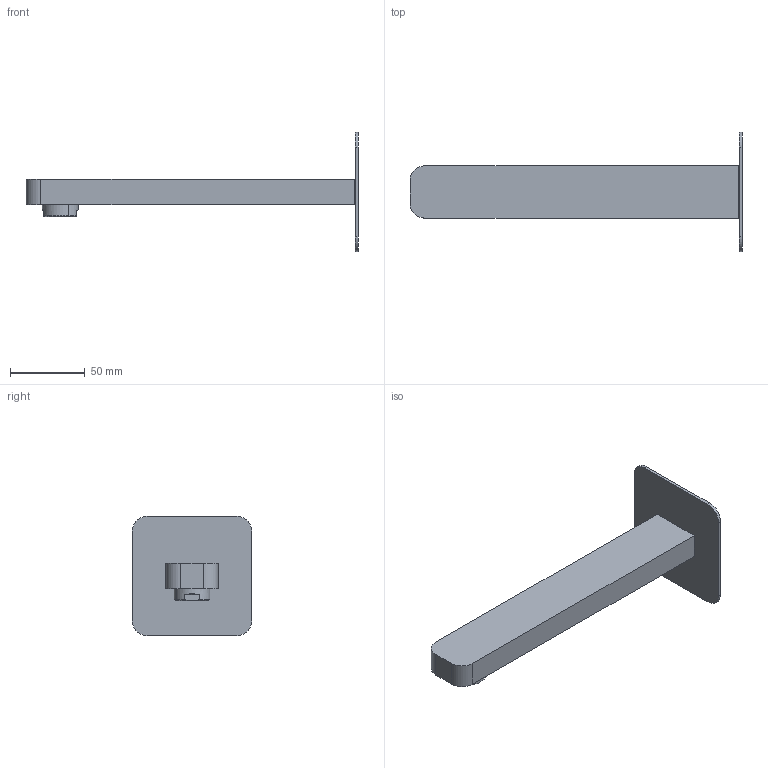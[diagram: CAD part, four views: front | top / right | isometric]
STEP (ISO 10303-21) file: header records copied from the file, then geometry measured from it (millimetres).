
FILE_DESCRIPTION(('CATIA V5 STEP Exchange','CAx-IF Rec.Pracs.--- Model Styling and Organization---1.5--- 2016-08-15','CAx-IF Rec.Pracs.---Supplemental Geometry---1.0---2011-11-01','CAx-IF Rec.Pracs.--- Composite Materials ---3.4---2017-06-13','CAx-IF Rec.Pracs.---Tessellated 3D Geometry---1.0---2015-12-17'),'2;1');
FILE_NAME('ZB0G5110xx.stp','2024-06-06T13:55:19+00:00',('none'),('none'),'CATIA Version 5-6 Release 2020 SP2','CATIA V5 STEP AP242 v2','none');
FILE_SCHEMA(('AP242_MANAGED_MODEL_BASED_3D_ENGINEERING_MIM_LF {1 0 10303 442 1 1 4}'));
Length unit declared in the file: millimetre
Products named in the file (1): ZB0G5110xx
Bounding box: 222.5 x 80 x 80 mm (x, y, z)
Volume: 15493.8 mm3; surface area: 40380.1 mm2
Topology: 2 solids, 43 shells, 101 faces, 383 edges, 319 vertices
Faces by surface type: plane 52, cylinder 31, cone 14, torus 2, sphere 2
Entity records: 4199 total; most frequent: CARTESIAN_POINT 986, ORIENTED_EDGE 562, DIRECTION 531, EDGE_CURVE 381, VERTEX_POINT 319, AXIS2_PLACEMENT_3D 245, VECTOR 198, LINE 198
